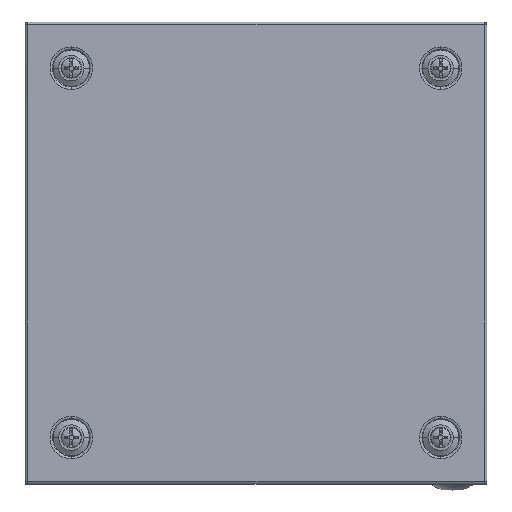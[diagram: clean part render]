
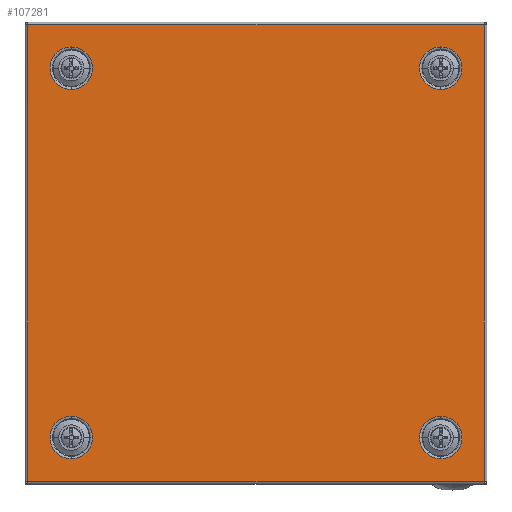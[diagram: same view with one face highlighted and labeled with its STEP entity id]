
A CAD part, top view. The second image highlights one B-rep face of the part: STEP entity #107281.
In plain terms, the highlighted face is planar.
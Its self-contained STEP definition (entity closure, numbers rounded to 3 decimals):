
#38084 = AXIS2_PLACEMENT_3D ( 'NONE', #104051, #104055, #104056 ) ;
#44115 = ORIENTED_EDGE ( 'NONE', *, *, #107940, .F. ) ;
#44117 = ORIENTED_EDGE ( 'NONE', *, *, #107868, .F. ) ;
#44119 = ORIENTED_EDGE ( 'NONE', *, *, #107920, .T. ) ;
#44121 = ORIENTED_EDGE ( 'NONE', *, *, #107941, .T. ) ;
#44123 = ORIENTED_EDGE ( 'NONE', *, *, #107942, .T. ) ;
#44125 = ORIENTED_EDGE ( 'NONE', *, *, #107943, .T. ) ;
#44127 = ORIENTED_EDGE ( 'NONE', *, *, #107944, .T. ) ;
#44129 = ORIENTED_EDGE ( 'NONE', *, *, #107945, .T. ) ;
#44131 = ORIENTED_EDGE ( 'NONE', *, *, #107946, .F. ) ;
#44133 = ORIENTED_EDGE ( 'NONE', *, *, #107894, .F. ) ;
#44135 = ORIENTED_EDGE ( 'NONE', *, *, #107842, .T. ) ;
#44137 = ORIENTED_EDGE ( 'NONE', *, *, #107947, .T. ) ;
#67128 = CARTESIAN_POINT ( 'NONE',  ( -89.208, -80., 0. ) ) ;
#67134 = CARTESIAN_POINT ( 'NONE',  ( -70.792, -80., 0. ) ) ;
#67153 = CARTESIAN_POINT ( 'NONE',  ( 70.792, -80., 0. ) ) ;
#67154 = CARTESIAN_POINT ( 'NONE',  ( 89.208, -80., 0. ) ) ;
#67179 = CARTESIAN_POINT ( 'NONE',  ( -70.792, 80., 0. ) ) ;
#67181 = CARTESIAN_POINT ( 'NONE',  ( -89.208, 80., 0. ) ) ;
#67217 = CARTESIAN_POINT ( 'NONE',  ( 89.208, 80., 0. ) ) ;
#67219 = CARTESIAN_POINT ( 'NONE',  ( 70.792, 80., 0. ) ) ;
#67245 = CARTESIAN_POINT ( 'NONE',  ( 98.9, 98.9, 0. ) ) ;
#67247 = CARTESIAN_POINT ( 'NONE',  ( 98.9, -98.9, 0. ) ) ;
#67251 = CARTESIAN_POINT ( 'NONE',  ( -98.9, -98.9, 0. ) ) ;
#67253 = CARTESIAN_POINT ( 'NONE',  ( -98.9, 98.9, 0. ) ) ;
#74059 = EDGE_LOOP ( 'NONE', ( #44119, #44121 ) ) ;
#74071 = EDGE_LOOP ( 'NONE', ( #44131, #44133 ) ) ;
#74087 = EDGE_LOOP ( 'NONE', ( #44123, #44125, #44127, #44129 ) ) ;
#74143 = EDGE_LOOP ( 'NONE', ( #44115, #44117 ) ) ;
#74145 = EDGE_LOOP ( 'NONE', ( #44135, #44137 ) ) ;
#79239 = CARTESIAN_POINT ( 'NONE',  ( -80., -80., 0. ) ) ;
#79241 = DIRECTION ( 'NONE',  ( 0., 0., 1. ) ) ;
#79243 = DIRECTION ( 'NONE',  ( -1., 0., 0. ) ) ;
#79386 = CARTESIAN_POINT ( 'NONE',  ( 80., -80., 0. ) ) ;
#79387 = DIRECTION ( 'NONE',  ( 0., 0., -1. ) ) ;
#79389 = DIRECTION ( 'NONE',  ( 1., 0., 0. ) ) ;
#79534 = CARTESIAN_POINT ( 'NONE',  ( -80., 80., 0. ) ) ;
#79536 = DIRECTION ( 'NONE',  ( 0., 0., -1. ) ) ;
#79537 = DIRECTION ( 'NONE',  ( -1., 0., 0. ) ) ;
#79689 = CARTESIAN_POINT ( 'NONE',  ( 80., 80., 0. ) ) ;
#79691 = DIRECTION ( 'NONE',  ( 0., 0., 1. ) ) ;
#79693 = DIRECTION ( 'NONE',  ( 1., 0., 0. ) ) ;
#79827 = LINE ( 'NONE', #79829, #95513 ) ;
#79829 = CARTESIAN_POINT ( 'NONE',  ( 98.9, 98.9, 0. ) ) ;
#79831 = CARTESIAN_POINT ( 'NONE',  ( 80., -80., 0. ) ) ;
#79833 = DIRECTION ( 'NONE',  ( 0., 0., -1. ) ) ;
#79835 = DIRECTION ( 'NONE',  ( 1., 0., 0. ) ) ;
#79838 = LINE ( 'NONE', #79849, #95503 ) ;
#79840 = CARTESIAN_POINT ( 'NONE',  ( 80., 80., 0. ) ) ;
#79842 = DIRECTION ( 'NONE',  ( 0., 0., 1. ) ) ;
#79844 = DIRECTION ( 'NONE',  ( 1., 0., 0. ) ) ;
#79847 = DIRECTION ( 'NONE',  ( 0., -1., 0. ) ) ;
#79849 = CARTESIAN_POINT ( 'NONE',  ( 99., -98.9, 0. ) ) ;
#79853 = DIRECTION ( 'NONE',  ( -1., 0., 0. ) ) ;
#79855 = LINE ( 'NONE', #79858, #95516 ) ;
#79858 = CARTESIAN_POINT ( 'NONE',  ( -98.9, -98.9, 0. ) ) ;
#79860 = DIRECTION ( 'NONE',  ( 0., 1., 0. ) ) ;
#79862 = LINE ( 'NONE', #79865, #95517 ) ;
#79865 = CARTESIAN_POINT ( 'NONE',  ( -99., 98.9, 0. ) ) ;
#79867 = DIRECTION ( 'NONE',  ( 1., 0., 0. ) ) ;
#79873 = CARTESIAN_POINT ( 'NONE',  ( -80., 80., 0. ) ) ;
#79875 = DIRECTION ( 'NONE',  ( 0., 0., -1. ) ) ;
#79877 = DIRECTION ( 'NONE',  ( -1., 0., 0. ) ) ;
#79881 = CARTESIAN_POINT ( 'NONE',  ( -80., -80., 0. ) ) ;
#79883 = DIRECTION ( 'NONE',  ( 0., 0., 1. ) ) ;
#79885 = DIRECTION ( 'NONE',  ( -1., 0., 0. ) ) ;
#84228 = VERTEX_POINT ( 'NONE', #67128 ) ;
#84230 = VERTEX_POINT ( 'NONE', #67134 ) ;
#84256 = VERTEX_POINT ( 'NONE', #67153 ) ;
#84257 = VERTEX_POINT ( 'NONE', #67154 ) ;
#84282 = VERTEX_POINT ( 'NONE', #67179 ) ;
#84283 = VERTEX_POINT ( 'NONE', #67181 ) ;
#84305 = VERTEX_POINT ( 'NONE', #67217 ) ;
#84306 = VERTEX_POINT ( 'NONE', #67219 ) ;
#84319 = VERTEX_POINT ( 'NONE', #67245 ) ;
#84320 = VERTEX_POINT ( 'NONE', #67247 ) ;
#84322 = VERTEX_POINT ( 'NONE', #67251 ) ;
#84323 = VERTEX_POINT ( 'NONE', #67253 ) ;
#95335 = CIRCLE ( 'NONE', #95338, 9.208 ) ;
#95338 = AXIS2_PLACEMENT_3D ( 'NONE', #79239, #79241, #79243 ) ;
#95379 = CIRCLE ( 'NONE', #95384, 9.208 ) ;
#95384 = AXIS2_PLACEMENT_3D ( 'NONE', #79386, #79387, #79389 ) ;
#95425 = CIRCLE ( 'NONE', #95430, 9.208 ) ;
#95430 = AXIS2_PLACEMENT_3D ( 'NONE', #79534, #79536, #79537 ) ;
#95473 = CIRCLE ( 'NONE', #95476, 9.208 ) ;
#95476 = AXIS2_PLACEMENT_3D ( 'NONE', #79689, #79691, #79693 ) ;
#95503 = VECTOR ( 'NONE', #79853, 1000. ) ;
#95509 = CIRCLE ( 'NONE', #95512, 9.208 ) ;
#95511 = CIRCLE ( 'NONE', #95514, 9.208 ) ;
#95512 = AXIS2_PLACEMENT_3D ( 'NONE', #79831, #79833, #79835 ) ;
#95513 = VECTOR ( 'NONE', #79847, 1000. ) ;
#95514 = AXIS2_PLACEMENT_3D ( 'NONE', #79840, #79842, #79844 ) ;
#95516 = VECTOR ( 'NONE', #79860, 1000. ) ;
#95517 = VECTOR ( 'NONE', #79867, 1000. ) ;
#95518 = CIRCLE ( 'NONE', #95520, 9.208 ) ;
#95519 = CIRCLE ( 'NONE', #95522, 9.208 ) ;
#95520 = AXIS2_PLACEMENT_3D ( 'NONE', #79873, #79875, #79877 ) ;
#95522 = AXIS2_PLACEMENT_3D ( 'NONE', #79881, #79883, #79885 ) ;
#104045 = PLANE ( 'NONE',  #38084 ) ;
#104046 = FACE_BOUND ( 'NONE', #74143, .T. ) ;
#104048 = FACE_BOUND ( 'NONE', #74145, .T. ) ;
#104050 = FACE_BOUND ( 'NONE', #74059, .T. ) ;
#104051 = CARTESIAN_POINT ( 'NONE',  ( -99., -99., 0. ) ) ;
#104052 = FACE_OUTER_BOUND ( 'NONE', #74087, .T. ) ;
#104054 = FACE_BOUND ( 'NONE', #74071, .T. ) ;
#104055 = DIRECTION ( 'NONE',  ( 0., 0., 1. ) ) ;
#104056 = DIRECTION ( 'NONE',  ( 1., 0., 0. ) ) ;
#107281 = ADVANCED_FACE ( 'NONE', ( #104046, #104050, #104052, #104054, #104048 ), #104045, .F. ) ;
#107842 = EDGE_CURVE ( 'NONE', #84228, #84230, #95335, .T. ) ;
#107868 = EDGE_CURVE ( 'NONE', #84256, #84257, #95379, .T. ) ;
#107894 = EDGE_CURVE ( 'NONE', #84282, #84283, #95425, .T. ) ;
#107920 = EDGE_CURVE ( 'NONE', #84305, #84306, #95473, .T. ) ;
#107940 = EDGE_CURVE ( 'NONE', #84257, #84256, #95509, .T. ) ;
#107941 = EDGE_CURVE ( 'NONE', #84306, #84305, #95511, .T. ) ;
#107942 = EDGE_CURVE ( 'NONE', #84319, #84320, #79827, .T. ) ;
#107943 = EDGE_CURVE ( 'NONE', #84320, #84322, #79838, .T. ) ;
#107944 = EDGE_CURVE ( 'NONE', #84322, #84323, #79855, .T. ) ;
#107945 = EDGE_CURVE ( 'NONE', #84323, #84319, #79862, .T. ) ;
#107946 = EDGE_CURVE ( 'NONE', #84283, #84282, #95518, .T. ) ;
#107947 = EDGE_CURVE ( 'NONE', #84230, #84228, #95519, .T. ) ;
